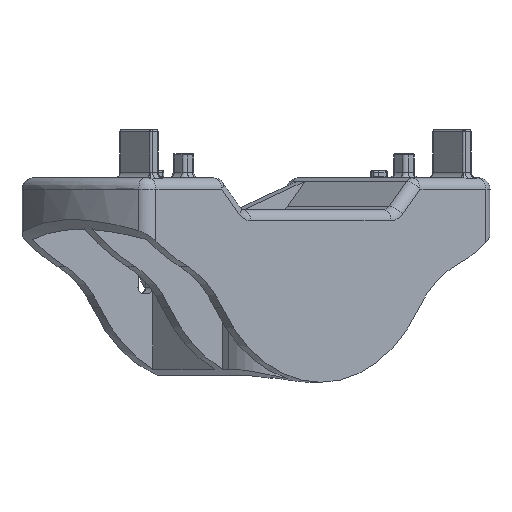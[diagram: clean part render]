
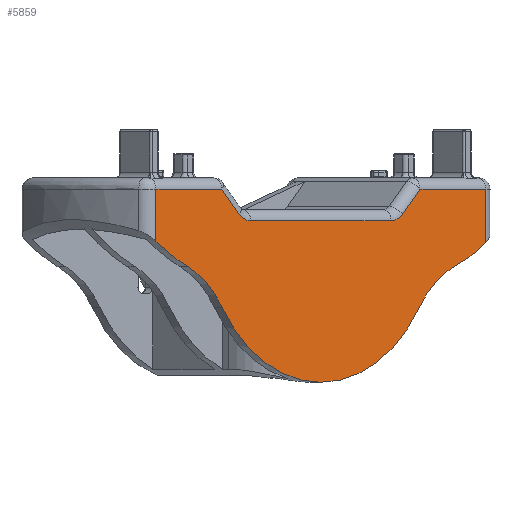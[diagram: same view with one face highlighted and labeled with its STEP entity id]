
A CAD part, front view. The second image highlights one B-rep face of the part: STEP entity #5859.
In plain terms, the highlighted planar face has unit normal (0.707, -0.707, 0).
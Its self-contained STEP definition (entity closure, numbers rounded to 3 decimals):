
#321=FACE_OUTER_BOUND('',#642,.T.);
#642=EDGE_LOOP('',(#4134,#4135,#4136,#4137,#4138,#4139,#4140,#4141,#4142,
#4143,#4144,#4145,#4146,#4147));
#1088=LINE('',#9632,#1571);
#1089=LINE('',#9634,#1572);
#1090=LINE('',#9636,#1573);
#1091=LINE('',#9640,#1574);
#1092=LINE('',#9644,#1575);
#1093=LINE('',#9646,#1576);
#1094=LINE('',#9648,#1577);
#1571=VECTOR('',#7243,1.);
#1572=VECTOR('',#7244,1.);
#1573=VECTOR('',#7245,1.);
#1574=VECTOR('',#7248,1.);
#1575=VECTOR('',#7251,1.);
#1576=VECTOR('',#7252,1.);
#1577=VECTOR('',#7253,1.);
#1918=CIRCLE('',#6227,45.);
#1924=CIRCLE('',#6234,50.);
#1961=CIRCLE('',#6298,30.);
#1962=CIRCLE('',#6300,6.034);
#1963=CIRCLE('',#6301,6.033);
#1964=CIRCLE('',#6302,70.);
#1965=CIRCLE('',#6303,30.);
#2398=VERTEX_POINT('',#8975);
#2399=VERTEX_POINT('',#8977);
#2416=VERTEX_POINT('',#9136);
#2417=VERTEX_POINT('',#9147);
#2482=VERTEX_POINT('',#9631);
#2483=VERTEX_POINT('',#9633);
#2484=VERTEX_POINT('',#9635);
#2485=VERTEX_POINT('',#9637);
#2486=VERTEX_POINT('',#9639);
#2487=VERTEX_POINT('',#9641);
#2488=VERTEX_POINT('',#9643);
#2489=VERTEX_POINT('',#9645);
#2490=VERTEX_POINT('',#9647);
#2491=VERTEX_POINT('',#9649);
#2996=EDGE_CURVE('',#2399,#2398,#1918,.T.);
#3014=EDGE_CURVE('',#2417,#2416,#1924,.T.);
#3116=EDGE_CURVE('',#2417,#2398,#1961,.T.);
#3117=EDGE_CURVE('',#2482,#2416,#1088,.T.);
#3118=EDGE_CURVE('',#2482,#2483,#1089,.T.);
#3119=EDGE_CURVE('',#2483,#2484,#1090,.T.);
#3120=EDGE_CURVE('',#2484,#2485,#1962,.T.);
#3121=EDGE_CURVE('',#2485,#2486,#1091,.T.);
#3122=EDGE_CURVE('',#2486,#2487,#1963,.T.);
#3123=EDGE_CURVE('',#2487,#2488,#1092,.T.);
#3124=EDGE_CURVE('',#2488,#2489,#1093,.T.);
#3125=EDGE_CURVE('',#2489,#2490,#1094,.T.);
#3126=EDGE_CURVE('',#2491,#2490,#1964,.T.);
#3127=EDGE_CURVE('',#2491,#2399,#1965,.T.);
#4134=ORIENTED_EDGE('',*,*,#2996,.T.);
#4135=ORIENTED_EDGE('',*,*,#3116,.F.);
#4136=ORIENTED_EDGE('',*,*,#3014,.T.);
#4137=ORIENTED_EDGE('',*,*,#3117,.F.);
#4138=ORIENTED_EDGE('',*,*,#3118,.T.);
#4139=ORIENTED_EDGE('',*,*,#3119,.T.);
#4140=ORIENTED_EDGE('',*,*,#3120,.T.);
#4141=ORIENTED_EDGE('',*,*,#3121,.T.);
#4142=ORIENTED_EDGE('',*,*,#3122,.T.);
#4143=ORIENTED_EDGE('',*,*,#3123,.T.);
#4144=ORIENTED_EDGE('',*,*,#3124,.T.);
#4145=ORIENTED_EDGE('',*,*,#3125,.T.);
#4146=ORIENTED_EDGE('',*,*,#3126,.F.);
#4147=ORIENTED_EDGE('',*,*,#3127,.T.);
#5416=PLANE('',#6299);
#5859=ADVANCED_FACE('',(#321),#5416,.T.);
#6227=AXIS2_PLACEMENT_3D('',#8978,#7030,#7031);
#6234=AXIS2_PLACEMENT_3D('',#9148,#7050,#7051);
#6298=AXIS2_PLACEMENT_3D('',#9629,#7239,#7240);
#6299=AXIS2_PLACEMENT_3D('',#9630,#7241,#7242);
#6300=AXIS2_PLACEMENT_3D('',#9638,#7246,#7247);
#6301=AXIS2_PLACEMENT_3D('',#9642,#7249,#7250);
#6302=AXIS2_PLACEMENT_3D('',#9650,#7254,#7255);
#6303=AXIS2_PLACEMENT_3D('',#9651,#7256,#7257);
#7030=DIRECTION('center_axis',(0.707,-0.707,0.));
#7031=DIRECTION('ref_axis',(-0.59,-0.59,-0.552));
#7050=DIRECTION('center_axis',(0.707,-0.707,0.));
#7051=DIRECTION('ref_axis',(0.255,0.255,-0.933));
#7239=DIRECTION('center_axis',(0.707,-0.707,0.));
#7240=DIRECTION('ref_axis',(-0.255,-0.255,0.933));
#7241=DIRECTION('center_axis',(0.707,-0.707,0.));
#7242=DIRECTION('ref_axis',(0.707,0.707,0.));
#7243=DIRECTION('',(0.,0.,-1.));
#7244=DIRECTION('',(-0.707,-0.707,0.));
#7245=DIRECTION('',(-0.5,-0.5,-0.707));
#7246=DIRECTION('center_axis',(-0.707,0.707,0.));
#7247=DIRECTION('ref_axis',(0.499,0.499,-0.709));
#7248=DIRECTION('',(-0.707,-0.707,0.));
#7249=DIRECTION('center_axis',(-0.707,0.707,0.));
#7250=DIRECTION('ref_axis',(-0.002,-0.002,-1.));
#7251=DIRECTION('',(-0.5,-0.5,0.707));
#7252=DIRECTION('',(-0.707,-0.707,0.));
#7253=DIRECTION('',(0.,0.,-1.));
#7254=DIRECTION('center_axis',(-0.707,0.707,0.));
#7255=DIRECTION('ref_axis',(-0.283,-0.283,-0.916));
#7256=DIRECTION('center_axis',(-0.707,0.707,0.));
#7257=DIRECTION('ref_axis',(0.283,0.283,0.916));
#8975=CARTESIAN_POINT('',(508.404,444.655,323.252));
#8977=CARTESIAN_POINT('',(455.345,391.596,323.252));
#8978=CARTESIAN_POINT('Origin',(481.874,418.126,348.1));
#9136=CARTESIAN_POINT('',(526.235,462.486,340.605));
#9147=CARTESIAN_POINT('',(518.446,454.697,334.672));
#9148=CARTESIAN_POINT('Origin',(505.706,441.958,381.313));
#9629=CARTESIAN_POINT('Origin',(526.09,462.341,306.687));
#9630=CARTESIAN_POINT('Origin',(437.514,373.765,302.839));
#9631=CARTESIAN_POINT('',(526.235,462.486,355.1));
#9632=CARTESIAN_POINT('',(526.235,462.486,355.1));
#9633=CARTESIAN_POINT('',(508.562,444.814,355.1));
#9634=CARTESIAN_POINT('',(526.235,462.486,355.1));
#9635=CARTESIAN_POINT('',(503.795,440.046,348.357));
#9636=CARTESIAN_POINT('',(508.562,444.814,355.1));
#9637=CARTESIAN_POINT('',(500.795,437.046,346.6));
#9638=CARTESIAN_POINT('Origin',(500.785,437.036,352.634));
#9639=CARTESIAN_POINT('',(462.954,399.205,346.6));
#9640=CARTESIAN_POINT('',(500.795,437.046,346.6));
#9641=CARTESIAN_POINT('',(459.954,396.205,348.357));
#9642=CARTESIAN_POINT('Origin',(462.964,399.215,352.633));
#9643=CARTESIAN_POINT('',(455.186,391.438,355.1));
#9644=CARTESIAN_POINT('',(459.954,396.205,348.357));
#9645=CARTESIAN_POINT('',(437.514,373.765,355.1));
#9646=CARTESIAN_POINT('',(455.186,391.438,355.1));
#9647=CARTESIAN_POINT('',(437.514,373.765,341.054));
#9648=CARTESIAN_POINT('',(437.514,373.765,355.1));
#9649=CARTESIAN_POINT('',(446.158,382.409,334.174));
#9650=CARTESIAN_POINT('Origin',(465.988,402.24,398.311));
#9651=CARTESIAN_POINT('Origin',(437.659,373.91,306.687));
